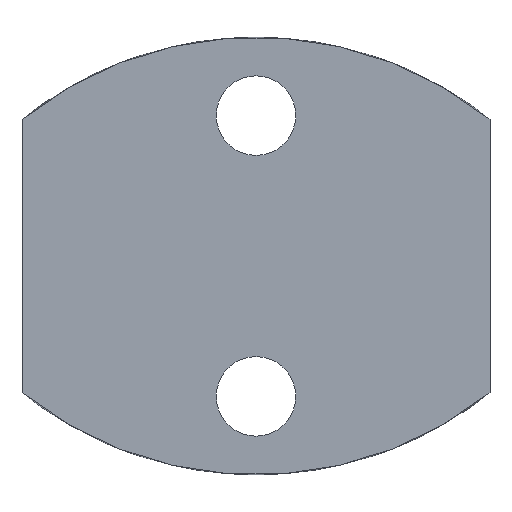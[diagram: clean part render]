
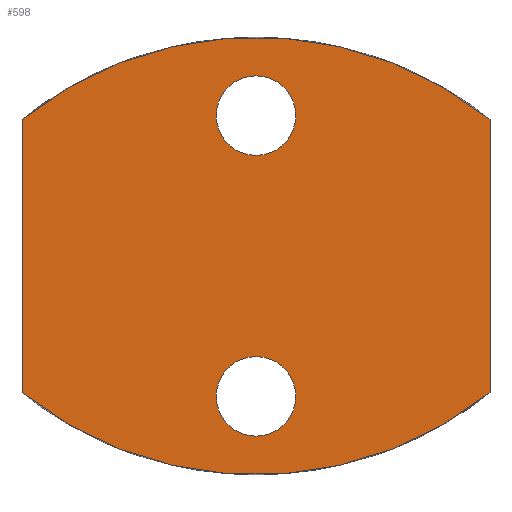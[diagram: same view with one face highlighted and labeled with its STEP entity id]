
A CAD part, left-side view. The second image highlights one B-rep face of the part: STEP entity #598.
In plain terms, the highlighted planar face has unit normal (-1, 0, 0).
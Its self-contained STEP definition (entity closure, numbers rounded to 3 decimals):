
#3 = CARTESIAN_POINT ( 'NONE',  ( 0., -25., 14.6 ) ) ;
#21 = FACE_BOUND ( 'NONE', #126, .T. ) ;
#24 = CIRCLE ( 'NONE', #587, 40. ) ;
#57 = CARTESIAN_POINT ( 'NONE',  ( 0., -25., -14.6 ) ) ;
#64 = CARTESIAN_POINT ( 'NONE',  ( 0., 25., 14.6 ) ) ;
#69 = CARTESIAN_POINT ( 'NONE',  ( 0., 0., -10.75 ) ) ;
#78 = CARTESIAN_POINT ( 'NONE',  ( 0., 0., -16.625 ) ) ;
#80 = EDGE_CURVE ( 'NONE', #675, #416, #24, .T. ) ;
#96 = PLANE ( 'NONE',  #549 ) ;
#110 = ORIENTED_EDGE ( 'NONE', *, *, #367, .T. ) ;
#117 = EDGE_CURVE ( 'NONE', #675, #436, #529, .T. ) ;
#126 = EDGE_LOOP ( 'NONE', ( #343, #548 ) ) ;
#131 = AXIS2_PLACEMENT_3D ( 'NONE', #149, #148, #147 ) ;
#136 = ORIENTED_EDGE ( 'NONE', *, *, #513, .T. ) ;
#138 = CIRCLE ( 'NONE', #131, 40. ) ;
#144 = VERTEX_POINT ( 'NONE', #496 ) ;
#147 = DIRECTION ( 'NONE',  ( 0., 1., 0. ) ) ;
#148 = DIRECTION ( 'NONE',  ( -1., 0., 0. ) ) ;
#149 = CARTESIAN_POINT ( 'NONE',  ( 0., 0., 16.625 ) ) ;
#171 = CARTESIAN_POINT ( 'NONE',  ( 0., 0., 10.75 ) ) ;
#185 = EDGE_CURVE ( 'NONE', #416, #198, #273, .T. ) ;
#186 = DIRECTION ( 'NONE',  ( 0., 1., 0. ) ) ;
#188 = DIRECTION ( 'NONE',  ( 1., 0., 0. ) ) ;
#192 = CARTESIAN_POINT ( 'NONE',  ( 0., 6.104, 23.5 ) ) ;
#198 = VERTEX_POINT ( 'NONE', #542 ) ;
#206 = CIRCLE ( 'NONE', #450, 4.25 ) ;
#252 = DIRECTION ( 'NONE',  ( 0., -1., 0. ) ) ;
#254 = DIRECTION ( 'NONE',  ( -1., 0., 0. ) ) ;
#258 = AXIS2_PLACEMENT_3D ( 'NONE', #265, #271, #269 ) ;
#259 = DIRECTION ( 'NONE',  ( 0., 0., -1. ) ) ;
#261 = EDGE_CURVE ( 'NONE', #335, #434, #523, .T. ) ;
#263 = DIRECTION ( 'NONE',  ( 1., 0., 0. ) ) ;
#265 = CARTESIAN_POINT ( 'NONE',  ( 0., 0., 15. ) ) ;
#269 = DIRECTION ( 'NONE',  ( 0., 0., -1. ) ) ;
#271 = DIRECTION ( 'NONE',  ( 1., 0., 0. ) ) ;
#273 = LINE ( 'NONE', #530, #646 ) ;
#280 = ORIENTED_EDGE ( 'NONE', *, *, #295, .T. ) ;
#283 = AXIS2_PLACEMENT_3D ( 'NONE', #647, #648, #651 ) ;
#295 = EDGE_CURVE ( 'NONE', #144, #365, #372, .T. ) ;
#298 = CIRCLE ( 'NONE', #258, 4.25 ) ;
#335 = VERTEX_POINT ( 'NONE', #671 ) ;
#343 = ORIENTED_EDGE ( 'NONE', *, *, #261, .T. ) ;
#365 = VERTEX_POINT ( 'NONE', #171 ) ;
#367 = EDGE_CURVE ( 'NONE', #365, #144, #298, .T. ) ;
#372 = CIRCLE ( 'NONE', #283, 4.25 ) ;
#401 = ORIENTED_EDGE ( 'NONE', *, *, #117, .F. ) ;
#416 = VERTEX_POINT ( 'NONE', #64 ) ;
#424 = AXIS2_PLACEMENT_3D ( 'NONE', #621, #624, #626 ) ;
#426 = DIRECTION ( 'NONE',  ( 0., 0., -1. ) ) ;
#434 = VERTEX_POINT ( 'NONE', #69 ) ;
#436 = VERTEX_POINT ( 'NONE', #57 ) ;
#440 = FACE_BOUND ( 'NONE', #608, .T. ) ;
#450 = AXIS2_PLACEMENT_3D ( 'NONE', #451, #263, #259 ) ;
#451 = CARTESIAN_POINT ( 'NONE',  ( 0., 0., -15. ) ) ;
#461 = ORIENTED_EDGE ( 'NONE', *, *, #80, .T. ) ;
#471 = ORIENTED_EDGE ( 'NONE', *, *, #185, .T. ) ;
#480 = CARTESIAN_POINT ( 'NONE',  ( 0., -25., 23.5 ) ) ;
#496 = CARTESIAN_POINT ( 'NONE',  ( 0., 0., 19.25 ) ) ;
#513 = EDGE_CURVE ( 'NONE', #198, #436, #138, .T. ) ;
#523 = CIRCLE ( 'NONE', #424, 4.25 ) ;
#528 = DIRECTION ( 'NONE',  ( 0., 0., -1. ) ) ;
#529 = LINE ( 'NONE', #480, #564 ) ;
#530 = CARTESIAN_POINT ( 'NONE',  ( 0., 25., 23.5 ) ) ;
#542 = CARTESIAN_POINT ( 'NONE',  ( 0., 25., -14.6 ) ) ;
#548 = ORIENTED_EDGE ( 'NONE', *, *, #664, .T. ) ;
#549 = AXIS2_PLACEMENT_3D ( 'NONE', #192, #188, #186 ) ;
#564 = VECTOR ( 'NONE', #426, 1000. ) ;
#571 = FACE_OUTER_BOUND ( 'NONE', #606, .T. ) ;
#587 = AXIS2_PLACEMENT_3D ( 'NONE', #78, #254, #252 ) ;
#598 = ADVANCED_FACE ( 'NONE', ( #440, #21, #571 ), #96, .F. ) ;
#606 = EDGE_LOOP ( 'NONE', ( #461, #471, #136, #401 ) ) ;
#608 = EDGE_LOOP ( 'NONE', ( #110, #280 ) ) ;
#621 = CARTESIAN_POINT ( 'NONE',  ( 0., 0., -15. ) ) ;
#624 = DIRECTION ( 'NONE',  ( 1., 0., 0. ) ) ;
#626 = DIRECTION ( 'NONE',  ( 0., 0., -1. ) ) ;
#646 = VECTOR ( 'NONE', #528, 1000. ) ;
#647 = CARTESIAN_POINT ( 'NONE',  ( 0., 0., 15. ) ) ;
#648 = DIRECTION ( 'NONE',  ( 1., 0., 0. ) ) ;
#651 = DIRECTION ( 'NONE',  ( 0., 0., -1. ) ) ;
#664 = EDGE_CURVE ( 'NONE', #434, #335, #206, .T. ) ;
#671 = CARTESIAN_POINT ( 'NONE',  ( 0., 0., -19.25 ) ) ;
#675 = VERTEX_POINT ( 'NONE', #3 ) ;
